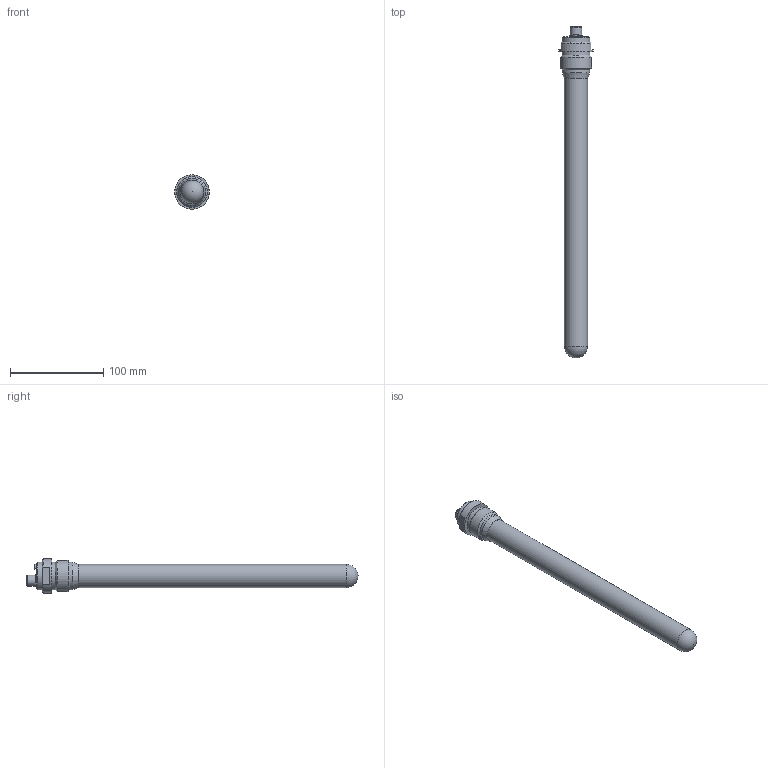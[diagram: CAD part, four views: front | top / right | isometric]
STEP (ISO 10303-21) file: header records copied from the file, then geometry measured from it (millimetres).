
FILE_DESCRIPTION(/* description */ (''),/* implementation_level */ '2;1');
FILE_NAME(/* name */ 'KA1579_Shrinkwrap_1.stp',/* time_stamp */ '2021-09-02T11:16:34+02:00',/* author */ ('Krieger Anja'),/* organization */ (''),/* preprocessor_version */ 'ST-DEVELOPER v18.1',/* originating_system */ 'Autodesk Inventor 2021',/* authorisation */ '');
FILE_SCHEMA (('AUTOMOTIVE_DESIGN { 1 0 10303 214 3 1 1 }'));
Length unit declared in the file: millimetre
Products named in the file (1): KA1579_Shrinkwrap_1
Bounding box: 37 x 356 x 37 mm (x, y, z)
Volume: 181896.6 mm3; surface area: 30497.5 mm2
Topology: 1 solids, 1 shells, 49 faces, 112 edges, 73 vertices
Faces by surface type: cylinder 18, plane 18, sphere 6, cone 6, bspline 1
Full cylindrical faces by diameter (mm): 1 x5, 5.5 x1, 10.3 x1, 12 x1, 13.5 x1, 25 x1, 27.8 x1, 29.4 x2, 30 x1, 33.25 x1, 37 x1
Entity records: 1543 total; most frequent: DIRECTION 262, CARTESIAN_POINT 262, ORIENTED_EDGE 210, AXIS2_PLACEMENT_3D 112, EDGE_CURVE 105, VERTEX_POINT 73, EDGE_LOOP 64, CIRCLE 63
